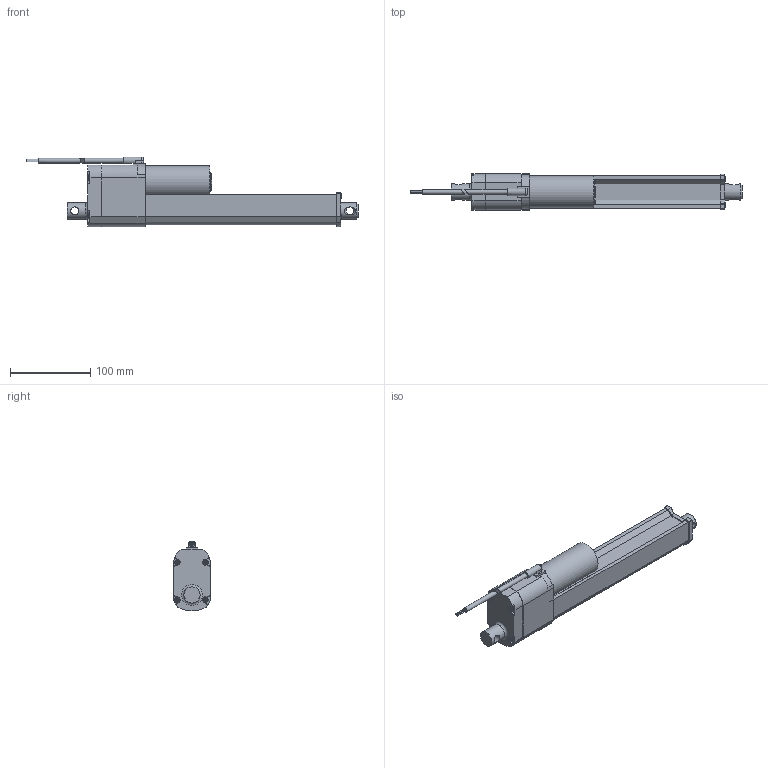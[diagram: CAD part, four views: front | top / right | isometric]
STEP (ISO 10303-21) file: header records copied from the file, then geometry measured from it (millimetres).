
FILE_DESCRIPTION( ( 'Unknown' ), '1' );
FILE_NAME( 'DLB-X-X-A-POT-200.stp', 'Unknown', ( 'Unknown' ), ( 'Unknown' ), 'PSStep 17.0.49', 'Unknown', ' ' );
FILE_SCHEMA( ( 'AUTOMOTIVE_DESIGN { 1 0 10303 214 1 1 1 1 }' ) );
Length unit declared in the file: millimetre
Products named in the file (4): Assem1; DLB-X-X-A-200-POT-house; DLB-X-X-A-200-POT-rod
Assembly tree (3 placements, depth 2):
  Assem1
    DLB-X-X-A-200-POT-house
    DLB-X-X-A-200-POT-house
    DLB-X-X-A-200-POT-rod
Bounding box: 412.5 x 45 x 86.9 mm (x, y, z)
Volume: 610507.9 mm3; surface area: 105484.8 mm2
Topology: 3 solids, 3 shells, 311 faces, 798 edges, 529 vertices
Faces by surface type: plane 230, cylinder 67, torus 9, bspline 4, cone 1
Full cylindrical faces by diameter (mm): 0.8 x4, 1.3 x2, 6 x10, 7 x2, 10 x2, 13 x1, 20 x3, 21 x1, 22 x1, 40 x1
Entity records: 12355 total; most frequent: CARTESIAN_POINT 2369, ORIENTED_EDGE 1498, DIRECTION 1491, EDGE_CURVE 749, LINE 561, VECTOR 561, VERTEX_POINT 517, AXIS2_PLACEMENT_3D 465
